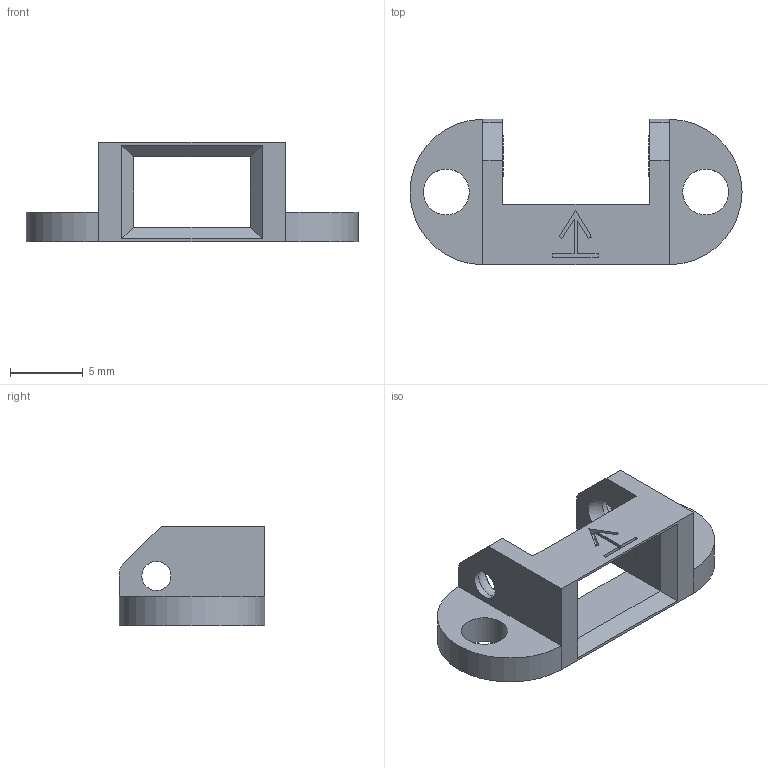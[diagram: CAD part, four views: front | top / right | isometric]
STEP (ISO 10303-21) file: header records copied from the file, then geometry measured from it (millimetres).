
FILE_DESCRIPTION(/* description */ (''),/* implementation_level */ '2;1');
FILE_NAME(/* name */ 'Drag_chain_start.step',/* time_stamp */ '2023-03-16T20:24:05+01:00',/* author */ (''),/* organization */ (''),/* preprocessor_version */ 'ST-DEVELOPER v19.2',/* originating_system */ 'Autodesk Translation Framework v11.17.0.187',/* authorisation */ '');
FILE_SCHEMA (('AUTOMOTIVE_DESIGN { 1 0 10303 214 3 1 1 }'));
Length unit declared in the file: centimetre
Products named in the file (1): Drag_Chain_Start_V2_5mm v3
Bounding box: 22.76 x 9.96 x 6.8 mm (x, y, z)
Volume: 393.3 mm3; surface area: 723.3 mm2
Topology: 1 solids, 1 shells, 55 faces, 151 edges, 98 vertices
Faces by surface type: plane 41, cylinder 12, sphere 2
Full cylindrical faces by diameter (mm): 2.001 x2, 2.829 x2, 3.15 x2
Entity records: 1788 total; most frequent: CARTESIAN_POINT 305, ORIENTED_EDGE 302, DIRECTION 297, EDGE_CURVE 151, LINE 117, VECTOR 117, VERTEX_POINT 98, AXIS2_PLACEMENT_3D 90
